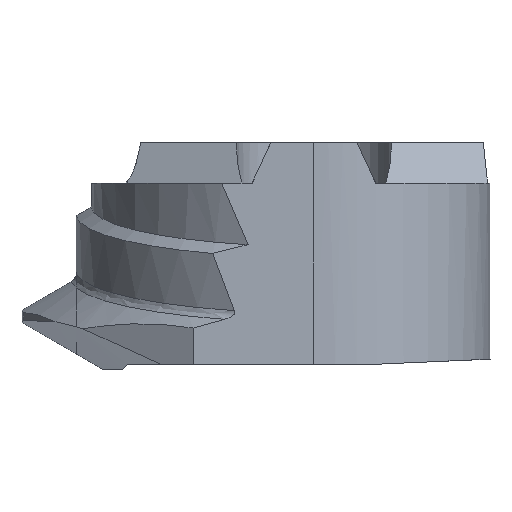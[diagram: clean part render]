
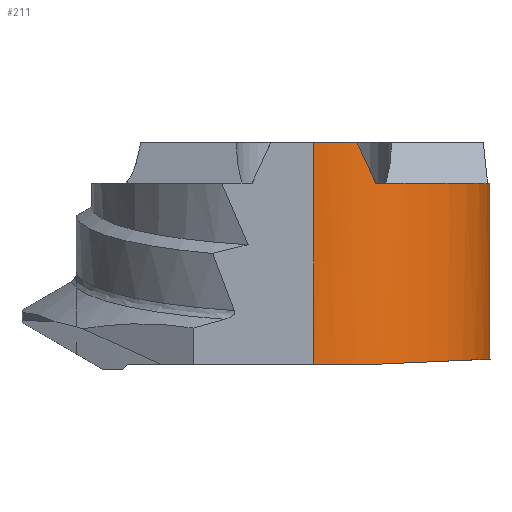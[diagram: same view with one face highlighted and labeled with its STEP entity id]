
A CAD part, front view. The second image highlights one B-rep face of the part: STEP entity #211.
In plain terms, the highlighted cylindrical face has radius 3.5 mm (diameter 7 mm), a partial arc.
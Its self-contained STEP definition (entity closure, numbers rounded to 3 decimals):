
#77=FACE_OUTER_BOUND('',#285,.T.);
#115=LINE('',#1154,#160);
#116=LINE('',#1186,#161);
#160=VECTOR('',#916,1.);
#161=VECTOR('',#927,1.);
#211=ADVANCED_FACE('',(#77),#251,.T.);
#251=CYLINDRICAL_SURFACE('',#841,3.5);
#262=(
BOUNDED_CURVE()
B_SPLINE_CURVE(3,(#1141,#1142,#1143,#1144),.UNSPECIFIED.,.F.,.F.)
B_SPLINE_CURVE_WITH_KNOTS((4,4),(0.,1.),.UNSPECIFIED.)
CURVE()
GEOMETRIC_REPRESENTATION_ITEM()
RATIONAL_B_SPLINE_CURVE((1.,0.883,0.883,1.))
REPRESENTATION_ITEM('')
);
#263=(
BOUNDED_CURVE()
B_SPLINE_CURVE(3,(#1147,#1148,#1149,#1150),.UNSPECIFIED.,.F.,.F.)
B_SPLINE_CURVE_WITH_KNOTS((4,4),(0.,1.),.UNSPECIFIED.)
CURVE()
GEOMETRIC_REPRESENTATION_ITEM()
RATIONAL_B_SPLINE_CURVE((1.,0.883,0.883,1.))
REPRESENTATION_ITEM('')
);
#264=(
BOUNDED_CURVE()
B_SPLINE_CURVE(3,(#1158,#1159,#1160,#1161),.UNSPECIFIED.,.F.,.F.)
B_SPLINE_CURVE_WITH_KNOTS((4,4),(0.,1.),.UNSPECIFIED.)
CURVE()
GEOMETRIC_REPRESENTATION_ITEM()
RATIONAL_B_SPLINE_CURVE((1.,0.999,0.999,1.))
REPRESENTATION_ITEM('')
);
#265=(
BOUNDED_CURVE()
B_SPLINE_CURVE(3,(#1165,#1166,#1167,#1168),.UNSPECIFIED.,.F.,.F.)
B_SPLINE_CURVE_WITH_KNOTS((4,4),(0.,1.),.UNSPECIFIED.)
CURVE()
GEOMETRIC_REPRESENTATION_ITEM()
RATIONAL_B_SPLINE_CURVE((1.,0.999,0.999,1.))
REPRESENTATION_ITEM('')
);
#266=(
BOUNDED_CURVE()
B_SPLINE_CURVE(3,(#1172,#1173,#1174,#1175),.UNSPECIFIED.,.F.,.F.)
B_SPLINE_CURVE_WITH_KNOTS((4,4),(0.,1.),.UNSPECIFIED.)
CURVE()
GEOMETRIC_REPRESENTATION_ITEM()
RATIONAL_B_SPLINE_CURVE((1.,0.999,0.999,1.))
REPRESENTATION_ITEM('')
);
#267=(
BOUNDED_CURVE()
B_SPLINE_CURVE(3,(#1179,#1180,#1181,#1182),.UNSPECIFIED.,.F.,.F.)
B_SPLINE_CURVE_WITH_KNOTS((4,4),(0.,1.),.UNSPECIFIED.)
CURVE()
GEOMETRIC_REPRESENTATION_ITEM()
RATIONAL_B_SPLINE_CURVE((1.,0.999,0.999,1.))
REPRESENTATION_ITEM('')
);
#285=EDGE_LOOP('',(#344,#345,#346,#347,#348,#349,#350,#351,#352,#353,#354,
#355,#356,#357,#358));
#344=ORIENTED_EDGE('',*,*,#638,.T.);
#345=ORIENTED_EDGE('',*,*,#639,.T.);
#346=ORIENTED_EDGE('',*,*,#640,.T.);
#347=ORIENTED_EDGE('',*,*,#641,.T.);
#348=ORIENTED_EDGE('',*,*,#642,.T.);
#349=ORIENTED_EDGE('',*,*,#643,.T.);
#350=ORIENTED_EDGE('',*,*,#644,.T.);
#351=ORIENTED_EDGE('',*,*,#645,.T.);
#352=ORIENTED_EDGE('',*,*,#646,.T.);
#353=ORIENTED_EDGE('',*,*,#647,.T.);
#354=ORIENTED_EDGE('',*,*,#648,.T.);
#355=ORIENTED_EDGE('',*,*,#649,.T.);
#356=ORIENTED_EDGE('',*,*,#650,.T.);
#357=ORIENTED_EDGE('',*,*,#651,.F.);
#358=ORIENTED_EDGE('',*,*,#652,.T.);
#563=VERTEX_POINT('',#1145);
#564=VERTEX_POINT('',#1146);
#565=VERTEX_POINT('',#1151);
#566=VERTEX_POINT('',#1153);
#567=VERTEX_POINT('',#1155);
#568=VERTEX_POINT('',#1157);
#569=VERTEX_POINT('',#1162);
#570=VERTEX_POINT('',#1164);
#571=VERTEX_POINT('',#1169);
#572=VERTEX_POINT('',#1171);
#573=VERTEX_POINT('',#1176);
#574=VERTEX_POINT('',#1178);
#575=VERTEX_POINT('',#1183);
#576=VERTEX_POINT('',#1185);
#577=VERTEX_POINT('',#1187);
#638=EDGE_CURVE('',#563,#564,#262,.T.);
#639=EDGE_CURVE('',#564,#565,#263,.T.);
#640=EDGE_CURVE('',#565,#566,#741,.T.);
#641=EDGE_CURVE('',#566,#567,#115,.T.);
#642=EDGE_CURVE('',#567,#568,#742,.T.);
#643=EDGE_CURVE('',#568,#569,#264,.T.);
#644=EDGE_CURVE('',#569,#570,#743,.T.);
#645=EDGE_CURVE('',#570,#571,#265,.T.);
#646=EDGE_CURVE('',#571,#572,#744,.T.);
#647=EDGE_CURVE('',#572,#573,#266,.T.);
#648=EDGE_CURVE('',#573,#574,#745,.T.);
#649=EDGE_CURVE('',#574,#575,#267,.T.);
#650=EDGE_CURVE('',#575,#576,#746,.T.);
#651=EDGE_CURVE('',#577,#576,#116,.T.);
#652=EDGE_CURVE('',#577,#563,#747,.T.);
#741=CIRCLE('',#834,3.5);
#742=CIRCLE('',#835,3.5);
#743=CIRCLE('',#836,3.5);
#744=CIRCLE('',#837,3.5);
#745=CIRCLE('',#838,3.5);
#746=CIRCLE('',#839,3.5);
#747=CIRCLE('',#840,3.5);
#834=AXIS2_PLACEMENT_3D('',#1152,#914,#915);
#835=AXIS2_PLACEMENT_3D('',#1156,#917,#918);
#836=AXIS2_PLACEMENT_3D('',#1163,#919,#920);
#837=AXIS2_PLACEMENT_3D('',#1170,#921,#922);
#838=AXIS2_PLACEMENT_3D('',#1177,#923,#924);
#839=AXIS2_PLACEMENT_3D('',#1184,#925,#926);
#840=AXIS2_PLACEMENT_3D('',#1188,#928,#929);
#841=AXIS2_PLACEMENT_3D('',#1189,#930,#931);
#914=DIRECTION('',(0.,0.,1.));
#915=DIRECTION('',(-1.,0.,0.));
#916=DIRECTION('',(0.,0.,1.));
#917=DIRECTION('',(0.,0.,-1.));
#918=DIRECTION('',(1.,0.,0.));
#919=DIRECTION('',(0.,0.,-1.));
#920=DIRECTION('',(1.,0.,0.));
#921=DIRECTION('',(0.,0.,-1.));
#922=DIRECTION('',(1.,0.,0.));
#923=DIRECTION('',(0.,0.,-1.));
#924=DIRECTION('',(1.,0.,0.));
#925=DIRECTION('',(0.,0.,-1.));
#926=DIRECTION('',(1.,0.,0.));
#927=DIRECTION('',(0.,0.,1.));
#928=DIRECTION('',(0.,0.,1.));
#929=DIRECTION('',(-1.,0.,0.));
#930=DIRECTION('',(0.,0.,1.));
#931=DIRECTION('',(-1.,0.,0.));
#1141=CARTESIAN_POINT('',(1.26,-3.265,-3.7));
#1142=CARTESIAN_POINT('',(2.654,-2.727,-3.638));
#1143=CARTESIAN_POINT('',(3.5,-1.495,-3.6));
#1144=CARTESIAN_POINT('',(3.5,0.,-3.6));
#1145=CARTESIAN_POINT('',(1.26,-3.265,-3.7));
#1146=CARTESIAN_POINT('',(3.5,0.,-3.6));
#1147=CARTESIAN_POINT('',(3.5,0.,-3.6));
#1148=CARTESIAN_POINT('',(3.5,1.495,-3.6));
#1149=CARTESIAN_POINT('',(2.654,2.727,-3.638));
#1150=CARTESIAN_POINT('',(1.26,3.265,-3.7));
#1151=CARTESIAN_POINT('',(1.26,3.265,-3.7));
#1152=CARTESIAN_POINT('',(0.,0.,-3.7));
#1153=CARTESIAN_POINT('',(-2.82,2.073,-3.7));
#1154=CARTESIAN_POINT('',(-2.82,2.073,-4.1));
#1155=CARTESIAN_POINT('',(-2.82,2.073,0.7));
#1156=CARTESIAN_POINT('',(0.,0.,0.7));
#1157=CARTESIAN_POINT('',(-2.513,2.436,0.7));
#1158=CARTESIAN_POINT('',(-2.513,2.436,0.7));
#1159=CARTESIAN_POINT('',(-2.422,2.53,0.429));
#1160=CARTESIAN_POINT('',(-2.326,2.618,0.162));
#1161=CARTESIAN_POINT('',(-2.226,2.701,-0.1));
#1162=CARTESIAN_POINT('',(-2.226,2.701,-0.1));
#1163=CARTESIAN_POINT('',(0.,0.,-0.1));
#1164=CARTESIAN_POINT('',(2.226,2.701,-0.1));
#1165=CARTESIAN_POINT('',(2.226,2.701,-0.1));
#1166=CARTESIAN_POINT('',(2.326,2.618,0.162));
#1167=CARTESIAN_POINT('',(2.422,2.53,0.429));
#1168=CARTESIAN_POINT('',(2.513,2.436,0.7));
#1169=CARTESIAN_POINT('',(2.513,2.436,0.7));
#1170=CARTESIAN_POINT('',(0.,0.,0.7));
#1171=CARTESIAN_POINT('',(3.366,0.958,0.7));
#1172=CARTESIAN_POINT('',(3.366,0.958,0.7));
#1173=CARTESIAN_POINT('',(3.402,0.833,0.429));
#1174=CARTESIAN_POINT('',(3.431,0.705,0.162));
#1175=CARTESIAN_POINT('',(3.452,0.577,-0.1));
#1176=CARTESIAN_POINT('',(3.452,0.577,-0.1));
#1177=CARTESIAN_POINT('',(0.,0.,-0.1));
#1178=CARTESIAN_POINT('',(1.226,-3.278,-0.1));
#1179=CARTESIAN_POINT('',(1.226,-3.278,-0.1));
#1180=CARTESIAN_POINT('',(1.104,-3.324,0.162));
#1181=CARTESIAN_POINT('',(0.98,-3.363,0.429));
#1182=CARTESIAN_POINT('',(0.853,-3.394,0.7));
#1183=CARTESIAN_POINT('',(0.853,-3.394,0.7));
#1184=CARTESIAN_POINT('',(0.,0.,0.7));
#1185=CARTESIAN_POINT('',(0.,-3.5,0.7));
#1186=CARTESIAN_POINT('',(0.,-3.5,-4.1));
#1187=CARTESIAN_POINT('',(0.,-3.5,-3.7));
#1188=CARTESIAN_POINT('',(0.,0.,-3.7));
#1189=CARTESIAN_POINT('',(0.,0.,-4.1));
